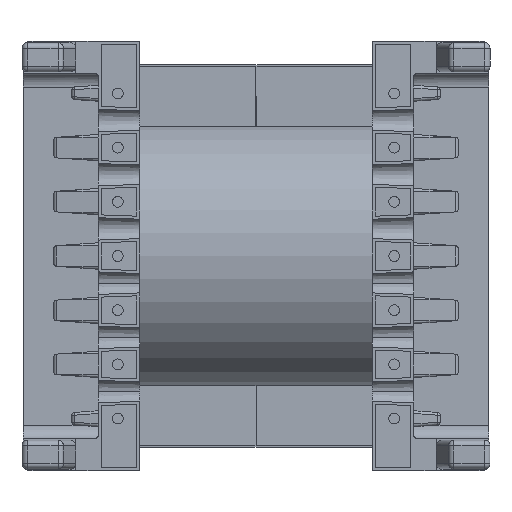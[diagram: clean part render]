
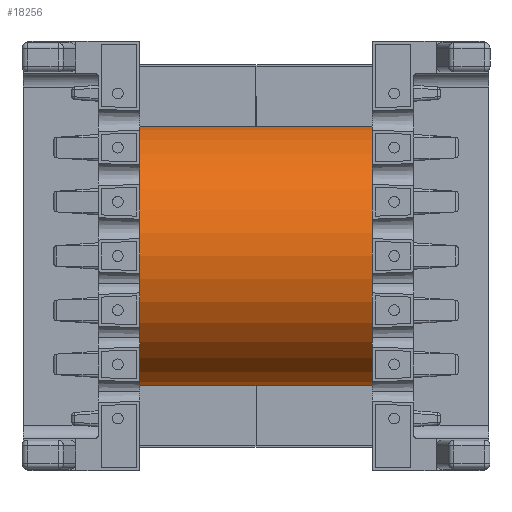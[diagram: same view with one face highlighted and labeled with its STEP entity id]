
A CAD part, front view. The second image highlights one B-rep face of the part: STEP entity #18256.
In plain terms, the highlighted cylindrical face has radius 12.34 mm (diameter 24.68 mm), a partial arc.
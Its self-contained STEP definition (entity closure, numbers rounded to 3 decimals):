
#447 = VECTOR ( 'NONE', #15605, 1000. ) ;
#850 = DIRECTION ( 'NONE',  ( 0., 0., -1. ) ) ;
#1568 = LINE ( 'NONE', #19473, #8870 ) ;
#2082 = AXIS2_PLACEMENT_3D ( 'NONE', #3392, #14264, #4972 ) ;
#2718 = VERTEX_POINT ( 'NONE', #17076 ) ;
#3392 = CARTESIAN_POINT ( 'NONE',  ( 0., 0., 0. ) ) ;
#3543 = EDGE_LOOP ( 'NONE', ( #7202, #7503, #9237, #11575 ) ) ;
#4216 = CIRCLE ( 'NONE', #2082, 12.34 ) ;
#4593 = LINE ( 'NONE', #12396, #447 ) ;
#4640 = VERTEX_POINT ( 'NONE', #6773 ) ;
#4862 = VERTEX_POINT ( 'NONE', #10418 ) ;
#4972 = DIRECTION ( 'NONE',  ( 1., 0., 0. ) ) ;
#4998 = DIRECTION ( 'NONE',  ( 0., 0., 1. ) ) ;
#6732 = AXIS2_PLACEMENT_3D ( 'NONE', #14292, #4998, #15867 ) ;
#6773 = CARTESIAN_POINT ( 'NONE',  ( 12.34, 0., 21.48 ) ) ;
#6882 = CARTESIAN_POINT ( 'NONE',  ( 0., 0., 21.48 ) ) ;
#7202 = ORIENTED_EDGE ( 'NONE', *, *, #18956, .F. ) ;
#7503 = ORIENTED_EDGE ( 'NONE', *, *, #11533, .F. ) ;
#8467 = EDGE_CURVE ( 'NONE', #2718, #4862, #4216, .T. ) ;
#8870 = VECTOR ( 'NONE', #850, 1000. ) ;
#9237 = ORIENTED_EDGE ( 'NONE', *, *, #13859, .T. ) ;
#10418 = CARTESIAN_POINT ( 'NONE',  ( 12.34, 0., 0. ) ) ;
#11533 = EDGE_CURVE ( 'NONE', #20047, #4640, #15262, .T. ) ;
#11575 = ORIENTED_EDGE ( 'NONE', *, *, #8467, .T. ) ;
#12396 = CARTESIAN_POINT ( 'NONE',  ( 12.34, 0., 21.48 ) ) ;
#13859 = EDGE_CURVE ( 'NONE', #20047, #2718, #1568, .T. ) ;
#14098 = FACE_OUTER_BOUND ( 'NONE', #3543, .T. ) ;
#14264 = DIRECTION ( 'NONE',  ( 0., 0., 1. ) ) ;
#14292 = CARTESIAN_POINT ( 'NONE',  ( 0., 0., 21.48 ) ) ;
#14602 = DIRECTION ( 'NONE',  ( 0., 0., -1. ) ) ;
#15262 = CIRCLE ( 'NONE', #6732, 12.34 ) ;
#15605 = DIRECTION ( 'NONE',  ( 0., 0., -1. ) ) ;
#15867 = DIRECTION ( 'NONE',  ( 1., 0., 0. ) ) ;
#17076 = CARTESIAN_POINT ( 'NONE',  ( -12.34, 0., 0. ) ) ;
#17756 = CYLINDRICAL_SURFACE ( 'NONE', #19223, 12.34 ) ;
#17759 = DIRECTION ( 'NONE',  ( -1., 0., 0. ) ) ;
#18256 = ADVANCED_FACE ( 'NONE', ( #14098 ), #17756, .T. ) ;
#18956 = EDGE_CURVE ( 'NONE', #4640, #4862, #4593, .T. ) ;
#19223 = AXIS2_PLACEMENT_3D ( 'NONE', #6882, #14602, #17759 ) ;
#19473 = CARTESIAN_POINT ( 'NONE',  ( -12.34, 0., 21.48 ) ) ;
#19947 = CARTESIAN_POINT ( 'NONE',  ( -12.34, 0., 21.48 ) ) ;
#20047 = VERTEX_POINT ( 'NONE', #19947 ) ;
